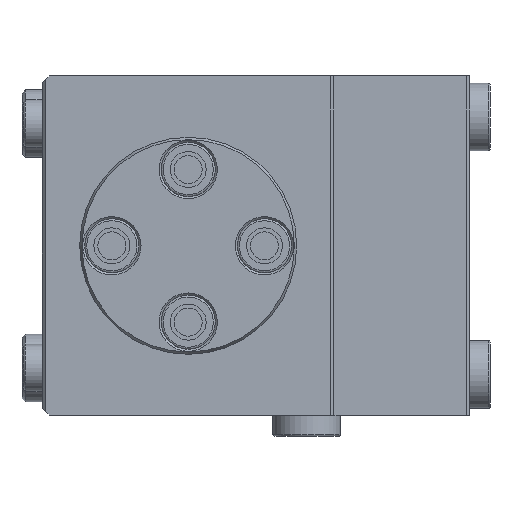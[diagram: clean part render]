
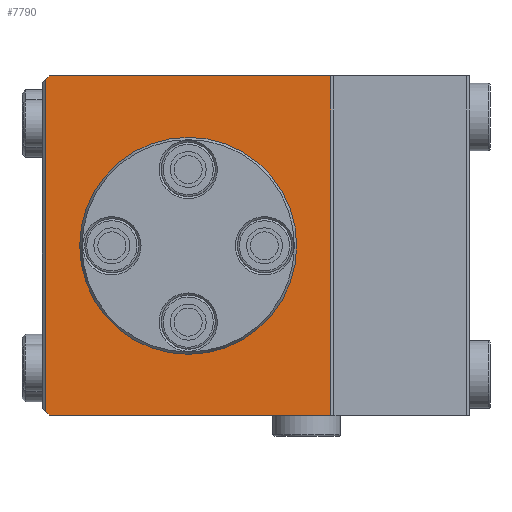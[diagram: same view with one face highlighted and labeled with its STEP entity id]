
A CAD part, left-side view. The second image highlights one B-rep face of the part: STEP entity #7790.
In plain terms, the highlighted planar face has unit normal (-1, 0, 0).
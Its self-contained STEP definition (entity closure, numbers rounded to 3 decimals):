
#662=CARTESIAN_POINT('',(-60.3,62.,25.05));
#663=VERTEX_POINT('',#662);
#670=CARTESIAN_POINT('',(-60.3,20.5,25.05));
#671=VERTEX_POINT('',#670);
#672=CARTESIAN_POINT('',(-60.3,20.5,25.05));
#673=DIRECTION('',(0.0,1.0,0.0));
#674=VECTOR('',#673,41.5);
#675=LINE('',#672,#674);
#676=EDGE_CURVE('',#671,#663,#675,.T.);
#786=CARTESIAN_POINT('',(-60.3,62.5,-24.45));
#787=VERTEX_POINT('',#786);
#812=CARTESIAN_POINT('',(-60.3,62.,-24.95));
#813=VERTEX_POINT('',#812);
#820=CARTESIAN_POINT('',(-60.3,62.,-24.95));
#821=DIRECTION('',(0.0,0.707,0.707));
#822=VECTOR('',#821,0.707);
#823=LINE('',#820,#822);
#824=EDGE_CURVE('',#813,#787,#823,.T.);
#945=CARTESIAN_POINT('',(-60.3,62.5,24.55));
#946=VERTEX_POINT('',#945);
#947=CARTESIAN_POINT('',(-60.3,62.5,-24.45));
#948=DIRECTION('',(0.0,0.0,1.0));
#949=VECTOR('',#948,49.);
#950=LINE('',#947,#949);
#951=EDGE_CURVE('',#787,#946,#950,.T.);
#968=CARTESIAN_POINT('',(-60.3,62.5,24.55));
#969=DIRECTION('',(0.0,-0.707,0.707));
#970=VECTOR('',#969,0.707);
#971=LINE('',#968,#970);
#972=EDGE_CURVE('',#946,#663,#971,.T.);
#5274=CARTESIAN_POINT('',(-60.3,36.,-24.95));
#5275=VERTEX_POINT('',#5274);
#5276=CARTESIAN_POINT('',(-60.3,36.,-25.05));
#5277=VERTEX_POINT('',#5276);
#5278=CARTESIAN_POINT('',(-60.3,36.,-24.95));
#5279=DIRECTION('',(0.0,0.0,-1.0));
#5280=VECTOR('',#5279,0.1);
#5281=LINE('',#5278,#5280);
#5282=EDGE_CURVE('',#5275,#5277,#5281,.T.);
#5312=CARTESIAN_POINT('',(-60.3,62.,-24.95));
#5313=DIRECTION('',(0.0,-1.0,0.0));
#5314=VECTOR('',#5313,26.);
#5315=LINE('',#5312,#5314);
#5316=EDGE_CURVE('',#813,#5275,#5315,.T.);
#5424=CARTESIAN_POINT('',(-60.3,20.5,-25.05));
#5425=VERTEX_POINT('',#5424);
#5432=CARTESIAN_POINT('',(-60.3,36.,-25.05));
#5433=DIRECTION('',(0.0,-1.0,0.0));
#5434=VECTOR('',#5433,15.5);
#5435=LINE('',#5432,#5434);
#5436=EDGE_CURVE('',#5277,#5425,#5435,.T.);
#5602=CARTESIAN_POINT('',(-60.3,41.5,-16.0));
#5603=VERTEX_POINT('',#5602);
#5604=CARTESIAN_POINT('',(-60.3,41.5,0.0));
#5605=DIRECTION('',(1.0,0.0,0.0));
#5606=DIRECTION('',(0.0,0.0,1.0));
#5607=AXIS2_PLACEMENT_3D('',#5604,#5605,#5606);
#5608=CIRCLE('',#5607,16.0);
#5609=EDGE_CURVE('',#5603,#5603,#5608,.T.);
#7761=CARTESIAN_POINT('',(-60.3,20.5,-25.05));
#7762=DIRECTION('',(0.0,0.0,1.0));
#7763=VECTOR('',#7762,50.1);
#7764=LINE('',#7761,#7763);
#7765=EDGE_CURVE('',#5425,#671,#7764,.T.);
#7772=CARTESIAN_POINT('',(-60.3,20.5,0.0));
#7773=DIRECTION('',(-1.0,0.0,0.0));
#7774=DIRECTION('',(0.0,0.0,1.0));
#7775=AXIS2_PLACEMENT_3D('',#7772,#7773,#7774);
#7776=PLANE('',#7775);
#7777=ORIENTED_EDGE('',*,*,#824,.F.);
#7778=ORIENTED_EDGE('',*,*,#5316,.T.);
#7779=ORIENTED_EDGE('',*,*,#5282,.T.);
#7780=ORIENTED_EDGE('',*,*,#5436,.T.);
#7781=ORIENTED_EDGE('',*,*,#7765,.T.);
#7782=ORIENTED_EDGE('',*,*,#676,.T.);
#7783=ORIENTED_EDGE('',*,*,#972,.F.);
#7784=ORIENTED_EDGE('',*,*,#951,.F.);
#7785=EDGE_LOOP('',(#7777,#7778,#7779,#7780,#7781,#7782,#7783,#7784));
#7786=FACE_OUTER_BOUND('',#7785,.T.);
#7787=ORIENTED_EDGE('',*,*,#5609,.T.);
#7788=EDGE_LOOP('',(#7787));
#7789=FACE_BOUND('',#7788,.T.);
#7790=ADVANCED_FACE('',(#7786,#7789),#7776,.T.);
